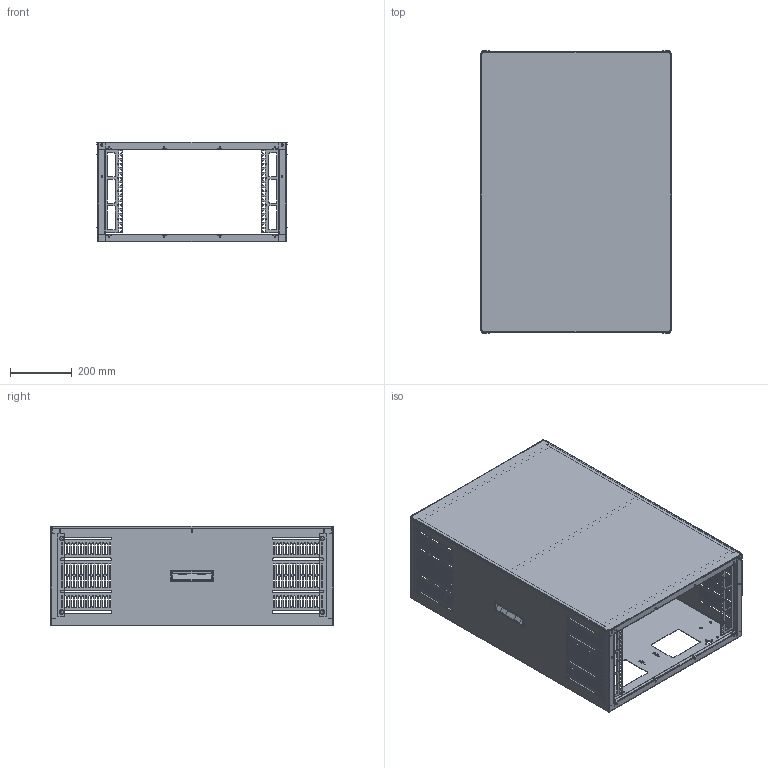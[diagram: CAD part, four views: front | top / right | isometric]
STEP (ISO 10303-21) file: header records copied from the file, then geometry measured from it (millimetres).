
FILE_DESCRIPTION (( 'STEP AP203' ), '1' );
FILE_NAME ('SDC246U36BK.step', '2020-11-12T17:49:15', ( 'ADC123' ), ( 'Microsoft' ), 'SwSTEP 2.0', 'SolidWorks 2019', '' );
FILE_SCHEMA (( 'CONFIG_CONTROL_DESIGN' ));
Length unit declared in the file: inch
Products named in the file (1): SDC246U36BK
Bounding box: 618.34 x 918.73 x 323.14 mm (x, y, z)
Volume: 2822208.8 mm3; surface area: 3819445.7 mm2
Topology: 37 solids, 37 shells, 2664 faces, 7660 edges, 5056 vertices
Faces by surface type: plane 1654, cylinder 958, bspline 28, torus 16, cone 8
Full cylindrical faces by diameter (mm): 3.175 x20, 3.505 x4, 4.039 x4, 4.318 x24, 4.75 x4, 4.763 x4, 4.976 x8, 5.41 x4, 6.35 x14, 7.112 x4, 7.137 x16, 7.938 x2, 14.732 x8
Entity records: 89363 total; most frequent: CARTESIAN_POINT 16745, ORIENTED_EDGE 14968, DIRECTION 14666, EDGE_CURVE 7484, LINE 5440, VECTOR 5440, VERTEX_POINT 5032, AXIS2_PLACEMENT_3D 4613
